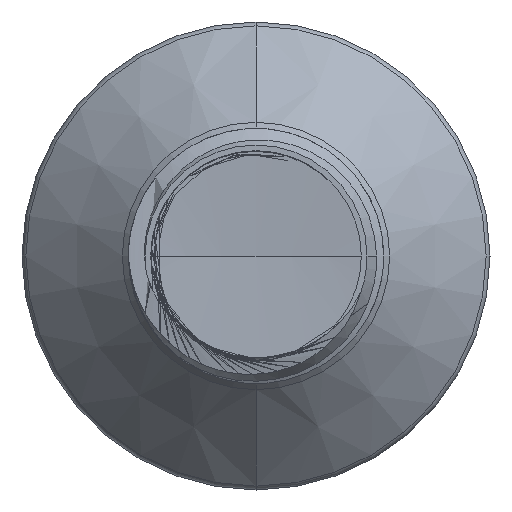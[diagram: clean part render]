
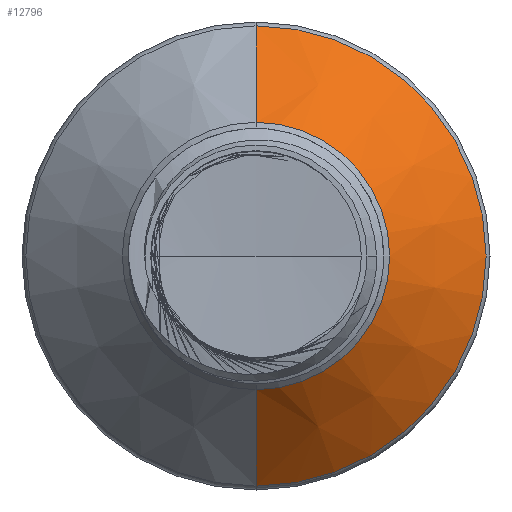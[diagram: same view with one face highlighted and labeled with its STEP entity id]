
A CAD part, front view. The second image highlights one B-rep face of the part: STEP entity #12796.
In plain terms, the highlighted conical face has half-angle 45 degrees and reference radius 1.571 mm.
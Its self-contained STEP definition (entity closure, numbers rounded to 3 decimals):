
#358 = AXIS2_PLACEMENT_3D ( 'NONE', #16975, #41227, #20540 ) ;
#914 = CARTESIAN_POINT ( 'NONE',  ( 0., 29.293, -1.571 ) ) ;
#2058 = ORIENTED_EDGE ( 'NONE', *, *, #44791, .T. ) ;
#4375 = AXIS2_PLACEMENT_3D ( 'NONE', #7619, #42238, #29072 ) ;
#5569 = CARTESIAN_POINT ( 'NONE',  ( 0., 29.293, -1.571 ) ) ;
#5623 = VERTEX_POINT ( 'NONE', #31544 ) ;
#6675 = DIRECTION ( 'NONE',  ( 0., 1., 0. ) ) ;
#7528 = VERTEX_POINT ( 'NONE', #5569 ) ;
#7559 = CARTESIAN_POINT ( 'NONE',  ( 0., 30.427, 2.704 ) ) ;
#7619 = CARTESIAN_POINT ( 'NONE',  ( 0., 29.293, 0. ) ) ;
#7695 = LINE ( 'NONE', #914, #25705 ) ;
#9328 = VECTOR ( 'NONE', #38342, 1000. ) ;
#10731 = CARTESIAN_POINT ( 'NONE',  ( 0., 30.427, -2.704 ) ) ;
#12796 = ADVANCED_FACE ( 'NONE', ( #32952 ), #30808, .T. ) ;
#13848 = VERTEX_POINT ( 'NONE', #7559 ) ;
#14511 = DIRECTION ( 'NONE',  ( 0., 0.707, -0.707 ) ) ;
#16975 = CARTESIAN_POINT ( 'NONE',  ( 0., 30.427, 0. ) ) ;
#20540 = DIRECTION ( 'NONE',  ( 0., 0., 1. ) ) ;
#23376 = ORIENTED_EDGE ( 'NONE', *, *, #23584, .F. ) ;
#23584 = EDGE_CURVE ( 'NONE', #13848, #38774, #31164, .T. ) ;
#23712 = AXIS2_PLACEMENT_3D ( 'NONE', #28177, #6675, #31635 ) ;
#24867 = ORIENTED_EDGE ( 'NONE', *, *, #33499, .F. ) ;
#25705 = VECTOR ( 'NONE', #14511, 1000. ) ;
#28081 = ORIENTED_EDGE ( 'NONE', *, *, #41989, .T. ) ;
#28177 = CARTESIAN_POINT ( 'NONE',  ( 0., 29.293, 0. ) ) ;
#29072 = DIRECTION ( 'NONE',  ( 0., 0., 1. ) ) ;
#30808 = CONICAL_SURFACE ( 'NONE', #4375, 1.571, 0.785 ) ;
#31164 = CIRCLE ( 'NONE', #358, 2.704 ) ;
#31544 = CARTESIAN_POINT ( 'NONE',  ( 0., 29.293, 1.571 ) ) ;
#31635 = DIRECTION ( 'NONE',  ( 0., 0., 1. ) ) ;
#32952 = FACE_OUTER_BOUND ( 'NONE', #35603, .T. ) ;
#33499 = EDGE_CURVE ( 'NONE', #5623, #13848, #36373, .T. ) ;
#35603 = EDGE_LOOP ( 'NONE', ( #28081, #2058, #23376, #24867 ) ) ;
#36373 = LINE ( 'NONE', #41551, #9328 ) ;
#38342 = DIRECTION ( 'NONE',  ( 0., 0.707, 0.707 ) ) ;
#38774 = VERTEX_POINT ( 'NONE', #10731 ) ;
#41227 = DIRECTION ( 'NONE',  ( 0., 1., 0. ) ) ;
#41253 = CIRCLE ( 'NONE', #23712, 1.571 ) ;
#41551 = CARTESIAN_POINT ( 'NONE',  ( 0., 29.293, 1.571 ) ) ;
#41989 = EDGE_CURVE ( 'NONE', #5623, #7528, #41253, .T. ) ;
#42238 = DIRECTION ( 'NONE',  ( 0., 1., 0. ) ) ;
#44791 = EDGE_CURVE ( 'NONE', #7528, #38774, #7695, .T. ) ;
